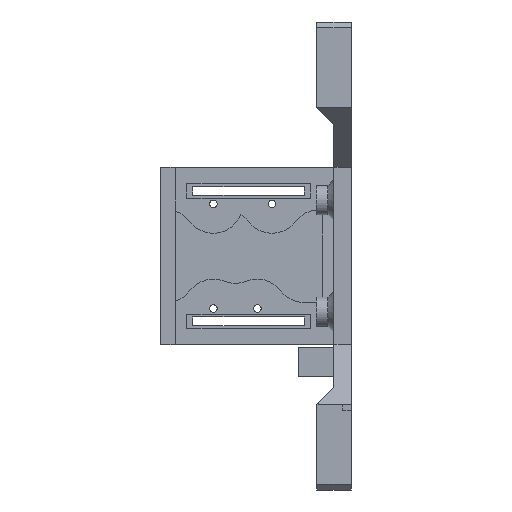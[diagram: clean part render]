
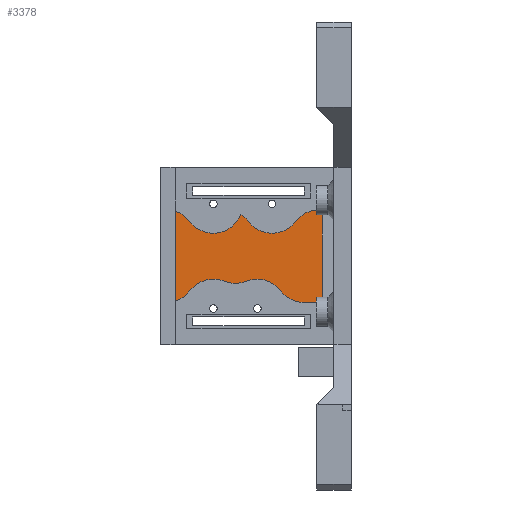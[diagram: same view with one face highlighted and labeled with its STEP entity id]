
A CAD part, left-side view. The second image highlights one B-rep face of the part: STEP entity #3378.
In plain terms, the highlighted planar face has unit normal (-1, 0, 0).
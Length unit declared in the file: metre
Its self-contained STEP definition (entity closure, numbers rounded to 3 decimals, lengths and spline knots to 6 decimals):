
#245=LINE('',#5239,#624);
#246=LINE('',#5241,#625);
#247=LINE('',#5243,#626);
#248=LINE('',#5244,#627);
#624=VECTOR('',#4258,1.);
#625=VECTOR('',#4259,1.);
#626=VECTOR('',#4260,1.);
#627=VECTOR('',#4261,1.);
#1190=ORIENTED_EDGE('',*,*,#2021,.T.);
#1191=ORIENTED_EDGE('',*,*,#2022,.T.);
#1192=ORIENTED_EDGE('',*,*,#2023,.F.);
#1193=ORIENTED_EDGE('',*,*,#2016,.T.);
#1194=ORIENTED_EDGE('',*,*,#1906,.F.);
#1195=ORIENTED_EDGE('',*,*,#1903,.T.);
#1196=ORIENTED_EDGE('',*,*,#1900,.F.);
#1197=ORIENTED_EDGE('',*,*,#1938,.T.);
#1198=ORIENTED_EDGE('',*,*,#2024,.F.);
#1199=ORIENTED_EDGE('',*,*,#1955,.T.);
#1200=ORIENTED_EDGE('',*,*,#1959,.F.);
#1201=ORIENTED_EDGE('',*,*,#1962,.T.);
#1202=ORIENTED_EDGE('',*,*,#1965,.F.);
#1203=ORIENTED_EDGE('',*,*,#2018,.T.);
#1900=EDGE_CURVE('',#2359,#2360,#2594,.T.);
#1903=EDGE_CURVE('',#2362,#2360,#2596,.T.);
#1906=EDGE_CURVE('',#2362,#2364,#2598,.T.);
#1938=EDGE_CURVE('',#2359,#2385,#2602,.T.);
#1955=EDGE_CURVE('',#2396,#2394,#2609,.T.);
#1959=EDGE_CURVE('',#2399,#2394,#2611,.T.);
#1962=EDGE_CURVE('',#2399,#2400,#2613,.T.);
#1965=EDGE_CURVE('',#2403,#2400,#2615,.T.);
#2016=EDGE_CURVE('',#2444,#2364,#2630,.T.);
#2018=EDGE_CURVE('',#2403,#2445,#2631,.T.);
#2021=EDGE_CURVE('',#2445,#2447,#245,.T.);
#2022=EDGE_CURVE('',#2447,#2448,#246,.T.);
#2023=EDGE_CURVE('',#2444,#2448,#247,.T.);
#2024=EDGE_CURVE('',#2396,#2385,#248,.T.);
#2359=VERTEX_POINT('',#4983);
#2360=VERTEX_POINT('',#4985);
#2362=VERTEX_POINT('',#4991);
#2364=VERTEX_POINT('',#4997);
#2385=VERTEX_POINT('',#5058);
#2394=VERTEX_POINT('',#5092);
#2396=VERTEX_POINT('',#5095);
#2399=VERTEX_POINT('',#5102);
#2400=VERTEX_POINT('',#5107);
#2403=VERTEX_POINT('',#5114);
#2444=VERTEX_POINT('',#5230);
#2445=VERTEX_POINT('',#5234);
#2447=VERTEX_POINT('',#5240);
#2448=VERTEX_POINT('',#5242);
#2594=CIRCLE('',#3563,0.005);
#2596=CIRCLE('',#3566,0.005);
#2598=CIRCLE('',#3569,0.005);
#2602=CIRCLE('',#3584,0.005);
#2609=CIRCLE('',#3599,0.005);
#2611=CIRCLE('',#3602,0.005);
#2613=CIRCLE('',#3605,0.005);
#2615=CIRCLE('',#3608,0.005);
#2630=CIRCLE('',#3646,0.005);
#2631=CIRCLE('',#3648,0.005);
#2767=EDGE_LOOP('',(#1190,#1191,#1192,#1193,#1194,#1195,#1196,#1197,#1198,
#1199,#1200,#1201,#1202,#1203));
#3032=FACE_BOUND('',#2767,.T.);
#3213=PLANE('',#3650);
#3378=ADVANCED_FACE('',(#3032),#3213,.T.);
#3563=AXIS2_PLACEMENT_3D('',#4984,#4002,#4003);
#3566=AXIS2_PLACEMENT_3D('',#4990,#4009,#4010);
#3569=AXIS2_PLACEMENT_3D('',#4996,#4016,#4017);
#3584=AXIS2_PLACEMENT_3D('',#5060,#4072,#4073);
#3599=AXIS2_PLACEMENT_3D('',#5094,#4112,#4113);
#3602=AXIS2_PLACEMENT_3D('',#5103,#4120,#4121);
#3605=AXIS2_PLACEMENT_3D('',#5109,#4127,#4128);
#3608=AXIS2_PLACEMENT_3D('',#5115,#4134,#4135);
#3646=AXIS2_PLACEMENT_3D('',#5229,#4246,#4247);
#3648=AXIS2_PLACEMENT_3D('',#5233,#4251,#4252);
#3650=AXIS2_PLACEMENT_3D('',#5238,#4256,#4257);
#4002=DIRECTION('',(-1.,0.,0.));
#4003=DIRECTION('',(0.,0.,1.));
#4009=DIRECTION('',(-1.,0.,0.));
#4010=DIRECTION('',(0.,0.,1.));
#4016=DIRECTION('',(-1.,0.,0.));
#4017=DIRECTION('',(0.,0.,1.));
#4072=DIRECTION('',(-1.,0.,0.));
#4073=DIRECTION('',(0.,0.,1.));
#4112=DIRECTION('',(-1.,0.,0.));
#4113=DIRECTION('',(0.,0.,1.));
#4120=DIRECTION('',(-1.,0.,0.));
#4121=DIRECTION('',(0.,0.,1.));
#4127=DIRECTION('',(-1.,0.,0.));
#4128=DIRECTION('',(0.,0.,1.));
#4134=DIRECTION('',(-1.,0.,0.));
#4135=DIRECTION('',(0.,0.,1.));
#4246=DIRECTION('',(-1.,0.,0.));
#4247=DIRECTION('',(0.,0.,1.));
#4251=DIRECTION('',(-1.,0.,0.));
#4252=DIRECTION('',(0.,0.,1.));
#4256=DIRECTION('',(-1.,0.,0.));
#4257=DIRECTION('',(0.,0.,1.));
#4258=DIRECTION('',(0.,-1.,0.));
#4259=DIRECTION('',(0.,0.,1.));
#4260=DIRECTION('',(0.,-1.,0.));
#4261=DIRECTION('',(0.,0.,1.));
#4983=CARTESIAN_POINT('',(0.04313,0.020017,0.005867));
#4984=CARTESIAN_POINT('',(0.04313,0.016017,0.008867));
#4985=CARTESIAN_POINT('',(0.04313,0.011343,0.007092));
#4990=CARTESIAN_POINT('',(0.04313,0.014017,0.002867));
#4991=CARTESIAN_POINT('',(0.04313,0.010017,0.005867));
#4996=CARTESIAN_POINT('',(0.04313,0.006017,0.008867));
#4997=CARTESIAN_POINT('',(0.04313,0.002017,0.005867));
#5058=CARTESIAN_POINT('',(0.04313,0.022507,0.007634));
#5060=CARTESIAN_POINT('',(0.04313,0.024017,0.002867));
#5092=CARTESIAN_POINT('',(0.04313,0.020017,-0.005933));
#5094=CARTESIAN_POINT('',(0.04313,0.024017,-0.002933));
#5095=CARTESIAN_POINT('',(0.04313,0.022507,-0.007699));
#5102=CARTESIAN_POINT('',(0.04313,0.014142,-0.004297));
#5103=CARTESIAN_POINT('',(0.04313,0.016017,-0.008933));
#5107=CARTESIAN_POINT('',(0.04313,0.010392,-0.004297));
#5109=CARTESIAN_POINT('',(0.04313,0.012267,0.000338));
#5114=CARTESIAN_POINT('',(0.04313,0.004517,-0.005933));
#5115=CARTESIAN_POINT('',(0.04313,0.008517,-0.008933));
#5229=CARTESIAN_POINT('',(0.04313,-0.001983,0.002867));
#5230=CARTESIAN_POINT('',(0.04313,-0.001983,0.007867));
#5233=CARTESIAN_POINT('',(0.04313,0.000517,-0.002933));
#5234=CARTESIAN_POINT('',(0.04313,0.000517,-0.007933));
#5238=CARTESIAN_POINT('',(0.04313,0.010257,-0.000033));
#5239=CARTESIAN_POINT('',(0.04313,0.010007,-0.007933));
#5240=CARTESIAN_POINT('',(0.04313,-0.002493,-0.007933));
#5241=CARTESIAN_POINT('',(0.04313,-0.002493,-0.000033));
#5242=CARTESIAN_POINT('',(0.04313,-0.002493,0.007867));
#5243=CARTESIAN_POINT('',(0.04313,0.010007,0.007867));
#5244=CARTESIAN_POINT('',(0.04313,0.022507,-0.000033));
